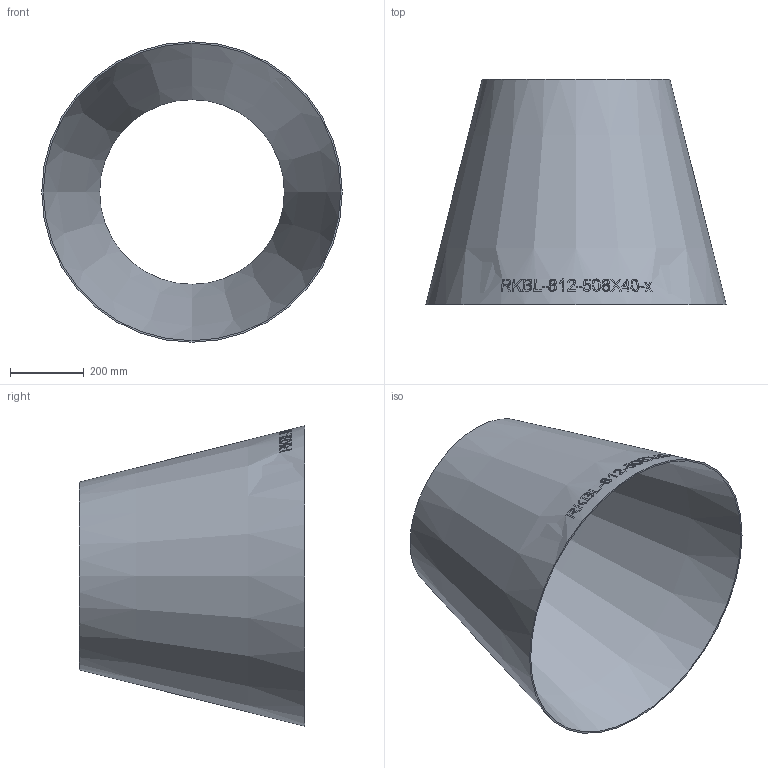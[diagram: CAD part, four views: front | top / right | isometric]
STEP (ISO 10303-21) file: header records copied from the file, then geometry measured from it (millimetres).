
FILE_DESCRIPTION (( 'STEP AP214' ), '1' );
FILE_NAME ('RKBL-812-508X40-x Reduzierung aus Blech 2006.STEP', '2020-06-09T07:54:59', ( '' ), ( '' ), 'SwSTEP 2.0', 'SolidWorks 2019', '' );
FILE_SCHEMA (( 'AUTOMOTIVE_DESIGN' ));
Length unit declared in the file: millimetre
Products named in the file (1): RKBL-812-508X40-x Reduzierung aus Blech 2006
Bounding box: 812.8 x 610 x 812.8 mm (x, y, z)
Volume: 5188113.7 mm3; surface area: 2609724.8 mm2
Topology: 1 solids, 1 shells, 232 faces, 609 edges, 406 vertices
Faces by surface type: bspline 201, cone 29, plane 2
Entity records: 49766 total; most frequent: CARTESIAN_POINT 43398, ORIENTED_EDGE 1214, EDGE_CURVE 607, B_SPLINE_CURVE_WITH_KNOTS 603, VERTEX_POINT 406, EDGE_LOOP 263, ADVANCED_FACE 232, FACE_OUTER_BOUND 232
